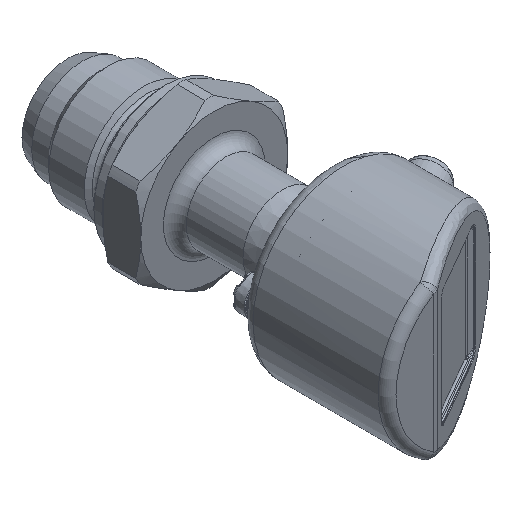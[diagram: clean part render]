
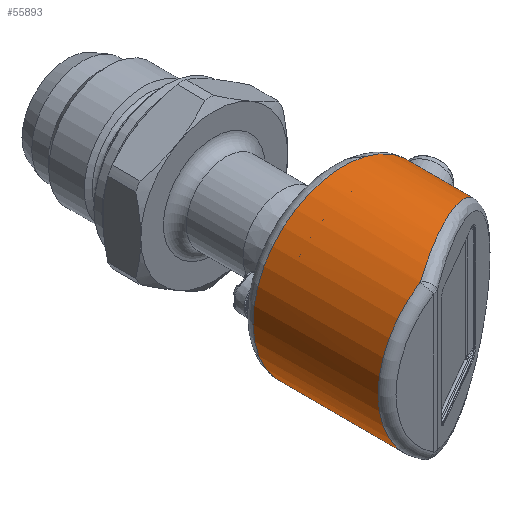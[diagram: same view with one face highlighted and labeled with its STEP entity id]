
A CAD part, isometric view. The second image highlights one B-rep face of the part: STEP entity #55893.
In plain terms, the highlighted cylindrical face has radius 25.2 mm (diameter 50.4 mm), a full revolution.
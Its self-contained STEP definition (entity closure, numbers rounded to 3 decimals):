
#523=ELLIPSE('',#58644,47.432,25.2);
#524=ELLIPSE('',#58653,28.404,25.2);
#1340=B_SPLINE_CURVE_WITH_KNOTS('',3,(#77777,#77778,#77779,#77780),
 .UNSPECIFIED.,.F.,.F.,(4,4),(0.,0.),.UNSPECIFIED.);
#1341=B_SPLINE_CURVE_WITH_KNOTS('',3,(#77782,#77783,#77784,#77785),
 .UNSPECIFIED.,.F.,.F.,(4,4),(0.,0.),.UNSPECIFIED.);
#3253=CYLINDRICAL_SURFACE('',#58652,25.2);
#11450=ORIENTED_EDGE('',*,*,#21635,.T.);
#11451=ORIENTED_EDGE('',*,*,#21632,.T.);
#11452=ORIENTED_EDGE('',*,*,#21636,.T.);
#11453=ORIENTED_EDGE('',*,*,#21637,.T.);
#11454=ORIENTED_EDGE('',*,*,#21630,.T.);
#11455=ORIENTED_EDGE('',*,*,#21629,.T.);
#21629=EDGE_CURVE('',#26965,#26964,#523,.F.);
#21630=EDGE_CURVE('',#26964,#26965,#30288,.T.);
#21632=EDGE_CURVE('',#26968,#26967,#30290,.T.);
#21635=EDGE_CURVE('',#26970,#26968,#1340,.T.);
#21636=EDGE_CURVE('',#26967,#26971,#1341,.T.);
#21637=EDGE_CURVE('',#26971,#26970,#524,.F.);
#26964=VERTEX_POINT('',#77683);
#26965=VERTEX_POINT('',#77710);
#26967=VERTEX_POINT('',#77770);
#26968=VERTEX_POINT('',#77772);
#26970=VERTEX_POINT('',#77781);
#26971=VERTEX_POINT('',#77786);
#30288=CIRCLE('',#58646,25.2);
#30290=CIRCLE('',#58649,25.2);
#31905=EDGE_LOOP('',(#11450,#11451,#11452,#11453));
#31906=EDGE_LOOP('',(#11454,#11455));
#34777=FACE_BOUND('',#31905,.T.);
#34778=FACE_BOUND('',#31906,.T.);
#55893=ADVANCED_FACE('',(#34777,#34778),#3253,.T.);
#58644=AXIS2_PLACEMENT_3D('',#77764,#63717,#63718);
#58646=AXIS2_PLACEMENT_3D('',#77766,#63721,#63722);
#58649=AXIS2_PLACEMENT_3D('',#77771,#63727,#63728);
#58652=AXIS2_PLACEMENT_3D('',#77776,#63733,#63734);
#58653=AXIS2_PLACEMENT_3D('',#77787,#63735,#63736);
#63717=DIRECTION('',(0.847,0.531,0.));
#63718=DIRECTION('',(0.531,-0.847,0.));
#63721=DIRECTION('',(0.,-1.,0.));
#63722=DIRECTION('',(0.,0.,-1.));
#63727=DIRECTION('',(0.,1.,0.));
#63728=DIRECTION('',(0.,0.,1.));
#63733=DIRECTION('',(0.,1.,0.));
#63734=DIRECTION('',(0.,0.,1.));
#63735=DIRECTION('',(0.461,-0.887,0.));
#63736=DIRECTION('',(0.887,0.461,0.));
#77683=CARTESIAN_POINT('',(23.517,-0.3,9.055));
#77710=CARTESIAN_POINT('',(23.517,-0.3,-9.055));
#77764=CARTESIAN_POINT('',(0.,37.2,0.));
#77766=CARTESIAN_POINT('',(0.,-0.3,0.));
#77770=CARTESIAN_POINT('',(-13.562,-35.2,21.24));
#77771=CARTESIAN_POINT('',(0.,-35.2,0.));
#77772=CARTESIAN_POINT('',(-13.562,-35.2,-21.24));
#77776=CARTESIAN_POINT('',(0.,-45.,0.));
#77777=CARTESIAN_POINT('',(-13.284,-35.133,-21.414));
#77778=CARTESIAN_POINT('',(-13.372,-35.179,-21.36));
#77779=CARTESIAN_POINT('',(-13.466,-35.2,-21.301));
#77780=CARTESIAN_POINT('',(-13.562,-35.2,-21.24));
#77781=CARTESIAN_POINT('',(-13.284,-35.133,-21.414));
#77782=CARTESIAN_POINT('',(-13.562,-35.2,21.24));
#77783=CARTESIAN_POINT('',(-13.466,-35.2,21.301));
#77784=CARTESIAN_POINT('',(-13.372,-35.179,21.36));
#77785=CARTESIAN_POINT('',(-13.284,-35.133,21.414));
#77786=CARTESIAN_POINT('',(-13.284,-35.133,21.414));
#77787=CARTESIAN_POINT('',(0.,-28.224,0.));
